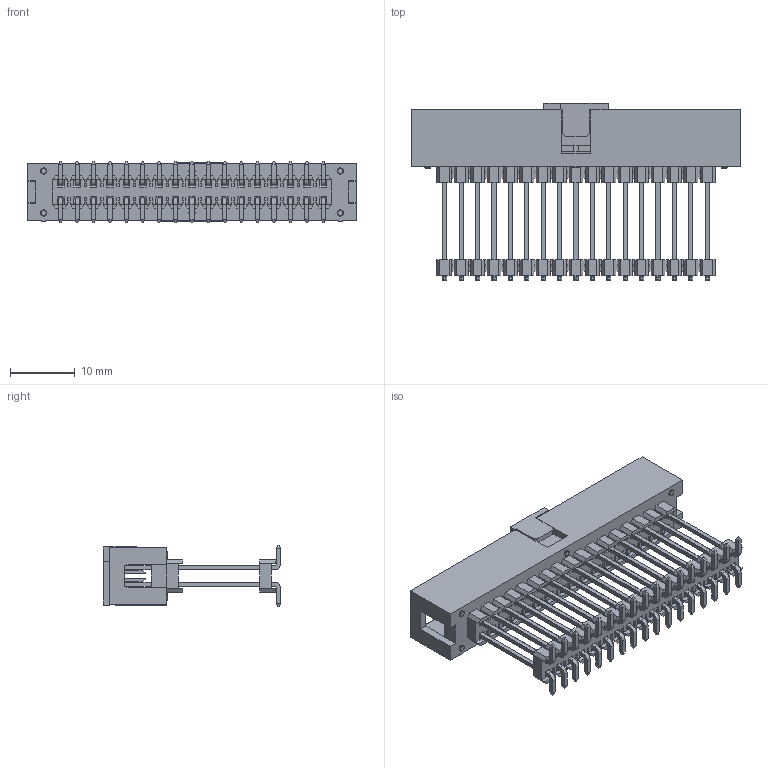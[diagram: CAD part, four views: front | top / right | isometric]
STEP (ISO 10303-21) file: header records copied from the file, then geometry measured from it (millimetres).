
FILE_DESCRIPTION( ('This file contains a STEP AP42 implementation' ,'as created by ZW3D STEP Interface translator.') ,'2;1' );
FILE_NAME( '3110-XXMXXBD0001.stp' ,'2312 8.113257', (''), ('ZWCAD Software Co.'), 'Version 1.0', 'ZW3D to STEP translator', '' );
FILE_SCHEMA(('AUTOMOTIVE_DESIGN { 1 0 10303 214 1 1 1 1 }'));
Length unit declared in the file: millimetre
Products named in the file (1): 0
Bounding box: 50.8 x 27.44 x 9.5 mm (x, y, z)
Volume: 3075.2 mm3; surface area: 6873.2 mm2
Topology: 2 solids, 2 shells, 2505 faces, 6885 edges, 4490 vertices
Faces by surface type: plane 2393, cylinder 100, torus 12
Entity records: 80466 total; most frequent: CARTESIAN_POINT 13921, ORIENTED_EDGE 13770, DIRECTION 12097, EDGE_CURVE 6885, VECTOR 6669, LINE 6669, VERTEX_POINT 4490, EDGE_LOOP 2747
